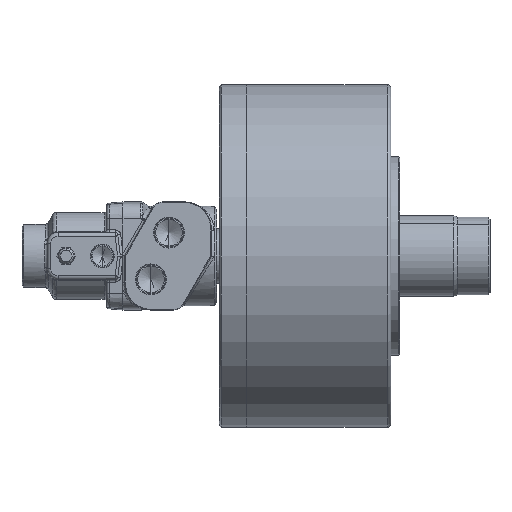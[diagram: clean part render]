
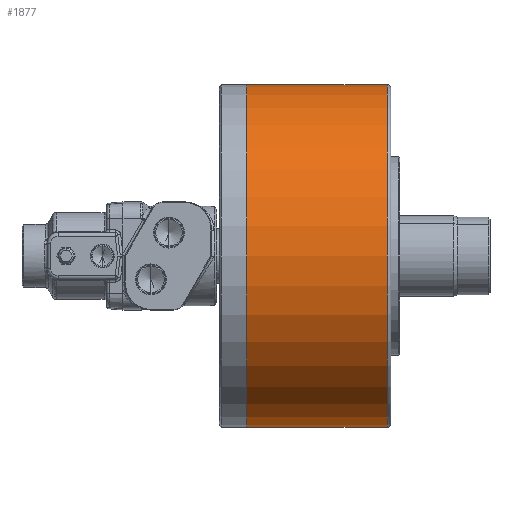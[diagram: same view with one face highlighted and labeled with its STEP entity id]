
A CAD part, front view. The second image highlights one B-rep face of the part: STEP entity #1877.
In plain terms, the highlighted cylindrical face has radius 95 mm (diameter 190 mm), a partial arc.
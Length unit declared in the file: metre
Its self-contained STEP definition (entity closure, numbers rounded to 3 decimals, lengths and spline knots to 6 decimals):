
#1324 = CARTESIAN_POINT ( 'NONE',  ( 0.078, 0., 0.095 ) ) ;
#1840 = ORIENTED_EDGE ( 'NONE', *, *, #2050, .T. ) ;
#1871 = EDGE_LOOP ( 'NONE', ( #1878, #1840, #2059, #2109 ) ) ;
#1877 = ADVANCED_FACE ( 'NONE', ( #7694 ), #7764, .T. ) ;
#1878 = ORIENTED_EDGE ( 'NONE', *, *, #22561, .F. ) ;
#2050 = EDGE_CURVE ( 'NONE', #2275, #2267, #7656, .T. ) ;
#2059 = ORIENTED_EDGE ( 'NONE', *, *, #22540, .T. ) ;
#2109 = ORIENTED_EDGE ( 'NONE', *, *, #2110, .F. ) ;
#2110 = EDGE_CURVE ( 'NONE', #22542, #22586, #8047, .T. ) ;
#2267 = VERTEX_POINT ( 'NONE', #1324 ) ;
#2275 = VERTEX_POINT ( 'NONE', #8429 ) ;
#3084 = CARTESIAN_POINT ( 'NONE',  ( 0., 0., 0.095 ) ) ;
#3086 = LINE ( 'NONE', #3084, #3095 ) ;
#3094 = DIRECTION ( 'NONE',  ( -1., 0., 0. ) ) ;
#3095 = VECTOR ( 'NONE', #3094, 1. ) ;
#3127 = LINE ( 'NONE', #3159, #3158 ) ;
#3155 = CARTESIAN_POINT ( 'NONE',  ( 0., 0., -0.095 ) ) ;
#3157 = DIRECTION ( 'NONE',  ( -1., 0., 0. ) ) ;
#3158 = VECTOR ( 'NONE', #3157, 1. ) ;
#3159 = CARTESIAN_POINT ( 'NONE',  ( 0., 0., -0.095 ) ) ;
#3169 = CARTESIAN_POINT ( 'NONE',  ( 0., 0., 0.095 ) ) ;
#7627 = AXIS2_PLACEMENT_3D ( 'NONE', #7776, #7774, #7733 ) ;
#7656 = CIRCLE ( 'NONE', #7627, 0.095 ) ;
#7694 = FACE_OUTER_BOUND ( 'NONE', #1871, .T. ) ;
#7720 = DIRECTION ( 'NONE',  ( 0., 0., 1. ) ) ;
#7721 = DIRECTION ( 'NONE',  ( -1., 0., 0. ) ) ;
#7722 = CARTESIAN_POINT ( 'NONE',  ( 0., 0., 0. ) ) ;
#7733 = DIRECTION ( 'NONE',  ( 0., 0., 1. ) ) ;
#7751 = AXIS2_PLACEMENT_3D ( 'NONE', #7722, #7721, #7720 ) ;
#7764 = CYLINDRICAL_SURFACE ( 'NONE', #7751, 0.095 ) ;
#7774 = DIRECTION ( 'NONE',  ( -1., 0., 0. ) ) ;
#7776 = CARTESIAN_POINT ( 'NONE',  ( 0.078, 0., 0. ) ) ;
#7979 = DIRECTION ( 'NONE',  ( 0., 0., 1. ) ) ;
#7982 = DIRECTION ( 'NONE',  ( -1., 0., 0. ) ) ;
#7983 = AXIS2_PLACEMENT_3D ( 'NONE', #8017, #7982, #7979 ) ;
#8017 = CARTESIAN_POINT ( 'NONE',  ( 0., 0., 0. ) ) ;
#8047 = CIRCLE ( 'NONE', #7983, 0.095 ) ;
#8429 = CARTESIAN_POINT ( 'NONE',  ( 0.078, 0., -0.095 ) ) ;
#22540 = EDGE_CURVE ( 'NONE', #2267, #22586, #3086, .T. ) ;
#22542 = VERTEX_POINT ( 'NONE', #3155 ) ;
#22561 = EDGE_CURVE ( 'NONE', #2275, #22542, #3127, .T. ) ;
#22586 = VERTEX_POINT ( 'NONE', #3169 ) ;
